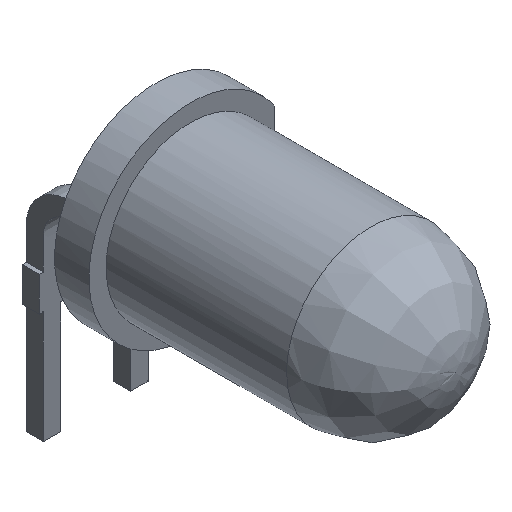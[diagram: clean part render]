
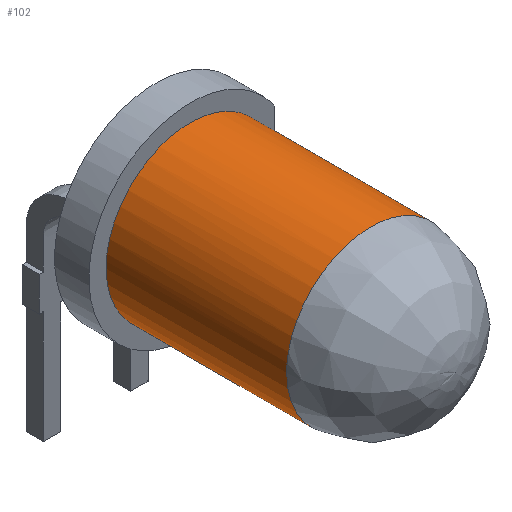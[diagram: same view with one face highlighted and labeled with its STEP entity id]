
A CAD part, isometric view. The second image highlights one B-rep face of the part: STEP entity #102.
In plain terms, the highlighted free-form (B-spline) face has degree [2, 1] with [9, 2] control points.
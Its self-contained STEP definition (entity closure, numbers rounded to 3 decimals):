
#13=(
BOUNDED_CURVE()
B_SPLINE_CURVE(2,(#2476,#2477,#2478,#2479,#2480,#2481,#2482,#2483,#2484),
 .UNSPECIFIED.,.T.,.F.)
B_SPLINE_CURVE_WITH_KNOTS((3,2,2,2,3),(0.,3.848,7.697,
11.545,15.394),.UNSPECIFIED.)
CURVE()
GEOMETRIC_REPRESENTATION_ITEM()
RATIONAL_B_SPLINE_CURVE((1.,0.707,1.,0.707,1.,0.707,
1.,0.707,1.))
REPRESENTATION_ITEM('')
);
#29=(
BOUNDED_CURVE()
B_SPLINE_CURVE(2,(#2542,#2543,#2544,#2545,#2546),.UNSPECIFIED.,.F.,.F.)
B_SPLINE_CURVE_WITH_KNOTS((3,2,3),(0.,3.848,7.697),
 .UNSPECIFIED.)
CURVE()
GEOMETRIC_REPRESENTATION_ITEM()
RATIONAL_B_SPLINE_CURVE((1.,0.707,1.,0.707,1.))
REPRESENTATION_ITEM('')
);
#30=(
BOUNDED_CURVE()
B_SPLINE_CURVE(2,(#2549,#2550,#2551,#2552,#2553),.UNSPECIFIED.,.F.,.F.)
B_SPLINE_CURVE_WITH_KNOTS((3,2,3),(7.697,11.545,15.394),
 .UNSPECIFIED.)
CURVE()
GEOMETRIC_REPRESENTATION_ITEM()
RATIONAL_B_SPLINE_CURVE((1.,0.707,1.,0.707,1.))
REPRESENTATION_ITEM('')
);
#36=(
BOUNDED_SURFACE()
B_SPLINE_SURFACE(2,1,((#2417,#2418),(#2419,#2420),(#2421,#2422),(#2423,
#2424),(#2425,#2426),(#2427,#2428),(#2429,#2430),(#2431,#2432),(#2433,#2434)),
 .UNSPECIFIED.,.T.,.F.,.F.)
B_SPLINE_SURFACE_WITH_KNOTS((3,2,2,2,3),(2,2),(0.,1.571,3.142,
4.712,6.283),(0.,6.324),.UNSPECIFIED.)
GEOMETRIC_REPRESENTATION_ITEM()
RATIONAL_B_SPLINE_SURFACE(((1.,1.),(0.707,0.707),
(1.,1.),(0.707,0.707),(1.,1.),(0.707,
0.707),(1.,1.),(0.707,0.707),(1.,1.)))
REPRESENTATION_ITEM('')
SURFACE()
);
#102=ADVANCED_FACE('',(#136),#36,.T.);
#136=FACE_OUTER_BOUND('',#170,.T.);
#170=EDGE_LOOP('',(#332,#333,#334,#335,#336));
#332=ORIENTED_EDGE('',*,*,#427,.F.);
#333=ORIENTED_EDGE('',*,*,#444,.F.);
#334=ORIENTED_EDGE('',*,*,#443,.T.);
#335=ORIENTED_EDGE('',*,*,#445,.T.);
#336=ORIENTED_EDGE('',*,*,#444,.T.);
#427=EDGE_CURVE('',#580,#580,#13,.T.);
#443=EDGE_CURVE('',#593,#594,#29,.T.);
#444=EDGE_CURVE('',#593,#580,#525,.T.);
#445=EDGE_CURVE('',#594,#593,#30,.T.);
#525=B_SPLINE_CURVE_WITH_KNOTS('',1,(#2547,#2548),.UNSPECIFIED.,.F.,.F.,
(2,2),(0.537,5.787),.UNSPECIFIED.);
#580=VERTEX_POINT('',#2457);
#593=VERTEX_POINT('',#2470);
#594=VERTEX_POINT('',#2471);
#2417=CARTESIAN_POINT('',(-2.45,-2.463,3.));
#2418=CARTESIAN_POINT('',(-2.45,-8.787,3.));
#2419=CARTESIAN_POINT('',(-2.45,-2.463,0.55));
#2420=CARTESIAN_POINT('',(-2.45,-8.787,0.55));
#2421=CARTESIAN_POINT('',(0.,-2.463,0.55));
#2422=CARTESIAN_POINT('',(0.,-8.787,0.55));
#2423=CARTESIAN_POINT('',(2.45,-2.463,0.55));
#2424=CARTESIAN_POINT('',(2.45,-8.787,0.55));
#2425=CARTESIAN_POINT('',(2.45,-2.463,3.));
#2426=CARTESIAN_POINT('',(2.45,-8.787,3.));
#2427=CARTESIAN_POINT('',(2.45,-2.463,5.45));
#2428=CARTESIAN_POINT('',(2.45,-8.787,5.45));
#2429=CARTESIAN_POINT('',(0.,-2.463,5.45));
#2430=CARTESIAN_POINT('',(0.,-8.787,5.45));
#2431=CARTESIAN_POINT('',(-2.45,-2.463,5.45));
#2432=CARTESIAN_POINT('',(-2.45,-8.787,5.45));
#2433=CARTESIAN_POINT('',(-2.45,-2.463,3.));
#2434=CARTESIAN_POINT('',(-2.45,-8.787,3.));
#2457=CARTESIAN_POINT('',(-2.45,-8.25,3.));
#2470=CARTESIAN_POINT('',(-2.45,-3.,3.));
#2471=CARTESIAN_POINT('',(2.45,-3.,3.));
#2476=CARTESIAN_POINT('',(-2.45,-8.25,3.));
#2477=CARTESIAN_POINT('',(-2.45,-8.25,0.55));
#2478=CARTESIAN_POINT('',(0.,-8.25,0.55));
#2479=CARTESIAN_POINT('',(2.45,-8.25,0.55));
#2480=CARTESIAN_POINT('',(2.45,-8.25,3.));
#2481=CARTESIAN_POINT('',(2.45,-8.25,5.45));
#2482=CARTESIAN_POINT('',(0.,-8.25,5.45));
#2483=CARTESIAN_POINT('',(-2.45,-8.25,5.45));
#2484=CARTESIAN_POINT('',(-2.45,-8.25,3.));
#2542=CARTESIAN_POINT('',(-2.45,-3.,3.));
#2543=CARTESIAN_POINT('',(-2.45,-3.,0.55));
#2544=CARTESIAN_POINT('',(0.,-3.,0.55));
#2545=CARTESIAN_POINT('',(2.45,-3.,0.55));
#2546=CARTESIAN_POINT('',(2.45,-3.,3.));
#2547=CARTESIAN_POINT('',(-2.45,-3.,3.));
#2548=CARTESIAN_POINT('',(-2.45,-8.25,3.));
#2549=CARTESIAN_POINT('',(2.45,-3.,3.));
#2550=CARTESIAN_POINT('',(2.45,-3.,5.45));
#2551=CARTESIAN_POINT('',(0.,-3.,5.45));
#2552=CARTESIAN_POINT('',(-2.45,-3.,5.45));
#2553=CARTESIAN_POINT('',(-2.45,-3.,3.));
